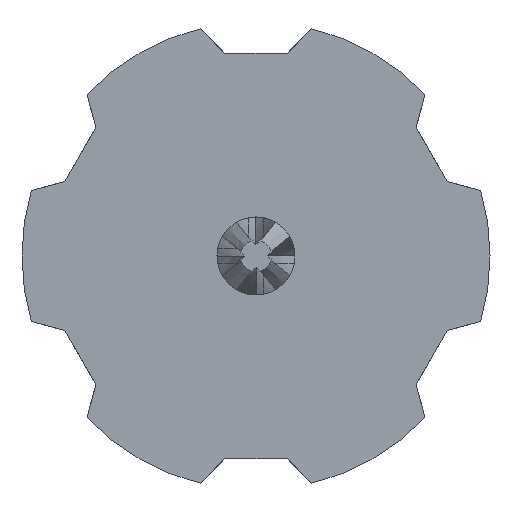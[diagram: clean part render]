
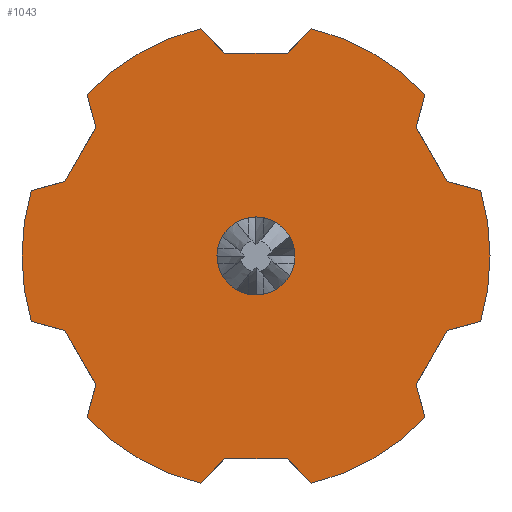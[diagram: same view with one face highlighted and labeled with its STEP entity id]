
A CAD part, front view. The second image highlights one B-rep face of the part: STEP entity #1043.
In plain terms, the highlighted planar face has unit normal (0, -1, 0).
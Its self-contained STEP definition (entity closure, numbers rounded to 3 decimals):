
#799=CARTESIAN_POINT('POINT43',(0.,-3.,0.1
   ));
#800=VERTEX_POINT('VERTEX43',#799);
#818=CARTESIAN_POINT('POINT44',(0.,-3.,
   -0.1));
#819=VERTEX_POINT('VERTEX44',#818);
#826=CARTESIAN_POINT('POS52',(0.,-3.,0.))
   ;
#827=DIRECTION('DIR93',(0.,1.,0.));
#828=DIRECTION('DIR94',(0.,0.,1.));
#829=AXIS2_PLACEMENT_3D('AXIS42',#826,#827,#828);
#830=CIRCLE('ELLIPSE21',#829,0.1);
#831=EDGE_CURVE('EDGE65',#819,#800,#830,.F.);
#842=EDGE_CURVE('EDGE66',#800,#819,#830,.F.);
#859=CARTESIAN_POINT('POINT45',(-0.49,-3.,
   0.191));
#860=VERTEX_POINT('VERTEX45',#859);
#861=CARTESIAN_POINT('POINT46',(-0.576,-3.,
   0.168));
#862=VERTEX_POINT('VERTEX46',#861);
#863=CARTESIAN_POINT('POS54',(-0.248,-3.,
   0.256));
#864=DIRECTION('DIR97',(-0.966,0.,
   -0.259));
#865=VECTOR('VEC11',#864,0.04);
#866=LINE('STRAIGHT11',#863,#865);
#867=EDGE_CURVE('EDGE67',#860,#862,#866,.T.);
#868=ORIENTED_EDGE('COEDGE131',*,*,#867,.T.);
#869=CARTESIAN_POINT('POINT47',(-0.576,-3.,
   -0.168));
#870=VERTEX_POINT('VERTEX47',#869);
#871=CARTESIAN_POINT('POS55',(0.,-3.,0.)
   );
#872=DIRECTION('DIR98',(0.,1.,0.));
#873=DIRECTION('DIR99',(0.,0.,1.));
#874=AXIS2_PLACEMENT_3D('AXIS44',#871,#872,#873);
#875=CIRCLE('ELLIPSE22',#874,0.6);
#876=EDGE_CURVE('EDGE68',#870,#862,#875,.T.);
#877=ORIENTED_EDGE('COEDGE132',*,*,#876,.F.);
#878=CARTESIAN_POINT('POINT48',(-0.49,-3.,
   -0.191));
#879=VERTEX_POINT('VERTEX48',#878);
#880=CARTESIAN_POINT('POS56',(-0.432,-3.,
   -0.206));
#881=DIRECTION('DIR100',(0.966,0.,
   -0.259));
#882=VECTOR('VEC12',#881,0.04);
#883=LINE('STRAIGHT12',#880,#882);
#884=EDGE_CURVE('EDGE69',#870,#879,#883,.T.);
#885=ORIENTED_EDGE('COEDGE133',*,*,#884,.T.);
#886=CARTESIAN_POINT('POINT49',(-0.41,-3.,
   -0.329));
#887=VERTEX_POINT('VERTEX49',#886);
#888=CARTESIAN_POINT('POS57',(-0.535,-3.,
   -0.113));
#889=DIRECTION('DIR101',(0.5,0.,-0.866));
#890=VECTOR('VEC13',#889,0.04);
#891=LINE('STRAIGHT13',#888,#890);
#892=EDGE_CURVE('EDGE70',#879,#887,#891,.T.);
#893=ORIENTED_EDGE('COEDGE134',*,*,#892,.T.);
#894=CARTESIAN_POINT('POINT50',(-0.433,-3.,
   -0.415));
#895=VERTEX_POINT('VERTEX50',#894);
#896=CARTESIAN_POINT('POS58',(-0.318,-3.,
   0.016));
#897=DIRECTION('DIR102',(-0.259,0.,
   -0.966));
#898=VECTOR('VEC14',#897,0.04);
#899=LINE('STRAIGHT14',#896,#898);
#900=EDGE_CURVE('EDGE71',#887,#895,#899,.T.);
#901=ORIENTED_EDGE('COEDGE135',*,*,#900,.T.);
#902=CARTESIAN_POINT('POINT51',(-0.143,-3.,
   -0.583));
#903=VERTEX_POINT('VERTEX51',#902);
#904=EDGE_CURVE('EDGE72',#903,#895,#875,.T.);
#905=ORIENTED_EDGE('COEDGE136',*,*,#904,.F.);
#906=CARTESIAN_POINT('POINT52',(-0.08,-3.,
   -0.52));
#907=VERTEX_POINT('VERTEX52',#906);
#908=CARTESIAN_POINT('POS59',(0.065,-3.,
   -0.375));
#909=DIRECTION('DIR103',(0.707,0.,
   0.707));
#910=VECTOR('VEC15',#909,0.04);
#911=LINE('STRAIGHT15',#908,#910);
#912=EDGE_CURVE('EDGE73',#903,#907,#911,.T.);
#913=ORIENTED_EDGE('COEDGE137',*,*,#912,.T.);
#914=CARTESIAN_POINT('POINT53',(0.08,-3.,
   -0.52));
#915=VERTEX_POINT('VERTEX53',#914);
#916=CARTESIAN_POINT('POS60',(-0.04,-3.,-0.52
   ));
#917=DIRECTION('DIR104',(1.,0.,0.));
#918=VECTOR('VEC16',#917,0.04);
#919=LINE('STRAIGHT16',#916,#918);
#920=EDGE_CURVE('EDGE74',#907,#915,#919,.T.);
#921=ORIENTED_EDGE('COEDGE138',*,*,#920,.T.);
#922=CARTESIAN_POINT('POINT54',(0.143,-3.,
   -0.583));
#923=VERTEX_POINT('VERTEX54',#922);
#924=CARTESIAN_POINT('POS61',(-0.145,-3.,-0.295));
#925=DIRECTION('DIR105',(0.707,0.,
   -0.707));
#926=VECTOR('VEC17',#925,0.04);
#927=LINE('STRAIGHT17',#924,#926);
#928=EDGE_CURVE('EDGE75',#915,#923,#927,.T.);
#929=ORIENTED_EDGE('COEDGE139',*,*,#928,.T.);
#930=CARTESIAN_POINT('POINT55',(0.433,-3.,
   -0.415));
#931=VERTEX_POINT('VERTEX55',#930);
#932=EDGE_CURVE('EDGE76',#931,#923,#875,.T.);
#933=ORIENTED_EDGE('COEDGE140',*,*,#932,.F.);
#934=CARTESIAN_POINT('POINT56',(0.41,-3.,
   -0.329));
#935=VERTEX_POINT('VERTEX56',#934);
#936=CARTESIAN_POINT('POS62',(0.347,-3.,
   -0.094));
#937=DIRECTION('DIR106',(-0.259,0.,
   0.966));
#938=VECTOR('VEC18',#937,0.04);
#939=LINE('STRAIGHT18',#936,#938);
#940=EDGE_CURVE('EDGE77',#931,#935,#939,.T.);
#941=ORIENTED_EDGE('COEDGE141',*,*,#940,.T.);
#942=CARTESIAN_POINT('POINT57',(0.49,-3.,
   -0.191));
#943=VERTEX_POINT('VERTEX57',#942);
#944=CARTESIAN_POINT('POS63',(0.495,-3.,
   -0.182));
#945=DIRECTION('DIR107',(0.5,0.,0.866));
#946=VECTOR('VEC19',#945,0.04);
#947=LINE('STRAIGHT19',#944,#946);
#948=EDGE_CURVE('EDGE78',#935,#943,#947,.T.);
#949=ORIENTED_EDGE('COEDGE142',*,*,#948,.T.);
#950=CARTESIAN_POINT('POINT58',(0.576,-3.,
   -0.168));
#951=VERTEX_POINT('VERTEX58',#950);
#952=CARTESIAN_POINT('POS64',(0.323,-3.,
   -0.236));
#953=DIRECTION('DIR108',(0.966,0.,
   0.259));
#954=VECTOR('VEC20',#953,0.04);
#955=LINE('STRAIGHT20',#952,#954);
#956=EDGE_CURVE('EDGE79',#943,#951,#955,.T.);
#957=ORIENTED_EDGE('COEDGE143',*,*,#956,.T.);
#958=CARTESIAN_POINT('POINT59',(0.576,-3.,
   0.168));
#959=VERTEX_POINT('VERTEX59',#958);
#960=EDGE_CURVE('EDGE80',#959,#951,#875,.T.);
#961=ORIENTED_EDGE('COEDGE144',*,*,#960,.F.);
#962=CARTESIAN_POINT('POINT60',(0.49,-3.,
   0.191));
#963=VERTEX_POINT('VERTEX60',#962);
#964=CARTESIAN_POINT('POS65',(0.357,-3.,
   0.226));
#965=DIRECTION('DIR109',(-0.966,0.,
   0.259));
#966=VECTOR('VEC21',#965,0.04);
#967=LINE('STRAIGHT21',#964,#966);
#968=EDGE_CURVE('EDGE81',#959,#963,#967,.T.);
#969=ORIENTED_EDGE('COEDGE145',*,*,#968,.T.);
#970=CARTESIAN_POINT('POINT61',(0.41,-3.,
   0.329));
#971=VERTEX_POINT('VERTEX61',#970);
#972=CARTESIAN_POINT('POS66',(0.405,-3.,
   0.338));
#973=DIRECTION('DIR110',(-0.5,0.,0.866));
#974=VECTOR('VEC22',#973,0.04);
#975=LINE('STRAIGHT22',#972,#974);
#976=EDGE_CURVE('EDGE82',#963,#971,#975,.T.);
#977=ORIENTED_EDGE('COEDGE146',*,*,#976,.T.);
#978=CARTESIAN_POINT('POINT62',(0.433,-3.,
   0.415));
#979=VERTEX_POINT('VERTEX62',#978);
#980=CARTESIAN_POINT('POS67',(0.393,-3.,
   0.264));
#981=DIRECTION('DIR111',(0.259,0.,
   0.966));
#982=VECTOR('VEC23',#981,0.04);
#983=LINE('STRAIGHT23',#980,#982);
#984=EDGE_CURVE('EDGE83',#971,#979,#983,.T.);
#985=ORIENTED_EDGE('COEDGE147',*,*,#984,.T.);
#986=CARTESIAN_POINT('POINT63',(0.143,-3.,
   0.583));
#987=VERTEX_POINT('VERTEX63',#986);
#988=EDGE_CURVE('EDGE84',#987,#979,#875,.T.);
#989=ORIENTED_EDGE('COEDGE148',*,*,#988,.F.);
#990=CARTESIAN_POINT('POINT64',(0.08,-3.,0.52));
#991=VERTEX_POINT('VERTEX64',#990);
#992=CARTESIAN_POINT('POS68',(0.085,-3.,0.525));
#993=DIRECTION('DIR112',(-0.707,0.,
   -0.707));
#994=VECTOR('VEC24',#993,0.04);
#995=LINE('STRAIGHT24',#992,#994);
#996=EDGE_CURVE('EDGE85',#987,#991,#995,.T.);
#997=ORIENTED_EDGE('COEDGE149',*,*,#996,.T.);
#998=CARTESIAN_POINT('POINT65',(-0.08,-3.,0.52));
#999=VERTEX_POINT('VERTEX65',#998);
#1000=CARTESIAN_POINT('POS69',(0.04,-3.,0.52));
#1001=DIRECTION('DIR113',(-1.,0.,0.));
#1002=VECTOR('VEC25',#1001,0.04);
#1003=LINE('STRAIGHT25',#1000,#1002);
#1004=EDGE_CURVE('EDGE86',#991,#999,#1003,.T.);
#1005=ORIENTED_EDGE('COEDGE150',*,*,#1004,.T.);
#1006=CARTESIAN_POINT('POINT66',(-0.143,-3.,
   0.583));
#1007=VERTEX_POINT('VERTEX66',#1006);
#1008=CARTESIAN_POINT('POS70',(-0.005,-3.,
   0.445));
#1009=DIRECTION('DIR114',(-0.707,0.,
   0.707));
#1010=VECTOR('VEC26',#1009,0.04);
#1011=LINE('STRAIGHT26',#1008,#1010);
#1012=EDGE_CURVE('EDGE87',#999,#1007,#1011,.T.);
#1013=ORIENTED_EDGE('COEDGE151',*,*,#1012,.T.);
#1014=CARTESIAN_POINT('POINT67',(-0.433,-3.,
   0.415));
#1015=VERTEX_POINT('VERTEX67',#1014);
#1016=EDGE_CURVE('EDGE88',#1015,#1007,#875,.T.);
#1017=ORIENTED_EDGE('COEDGE152',*,*,#1016,.F.);
#1018=CARTESIAN_POINT('POINT68',(-0.41,-3.,
   0.329));
#1019=VERTEX_POINT('VERTEX68',#1018);
#1020=CARTESIAN_POINT('POS71',(-0.422,-3.,
   0.374));
#1021=DIRECTION('DIR115',(0.259,0.,
   -0.966));
#1022=VECTOR('VEC27',#1021,0.04);
#1023=LINE('STRAIGHT27',#1020,#1022);
#1024=EDGE_CURVE('EDGE89',#1015,#1019,#1023,.T.);
#1025=ORIENTED_EDGE('COEDGE153',*,*,#1024,.T.);
#1026=CARTESIAN_POINT('POS72',(-0.365,-3.,
   0.407));
#1027=DIRECTION('DIR116',(-0.5,0.,-0.866));
#1028=VECTOR('VEC28',#1027,0.04);
#1029=LINE('STRAIGHT28',#1026,#1028);
#1030=EDGE_CURVE('EDGE90',#1019,#860,#1029,.T.);
#1031=ORIENTED_EDGE('COEDGE154',*,*,#1030,.T.);
#1032=EDGE_LOOP('NONE',(#868,#877,#885,#893,#901,#905,#913,#921,#929,
   #933,#941,#949,#957,#961,#969,#977,#985,#989,#997,#1005,#1013,#1017,
   #1025,#1031));
#1033=FACE_BOUND('LOOP1',#1032,.T.);
#1034=ORIENTED_EDGE('COEDGE155',*,*,#842,.F.);
#1035=ORIENTED_EDGE('COEDGE156',*,*,#831,.F.);
#1036=EDGE_LOOP('NONE',(#1034,#1035));
#1037=FACE_BOUND('LOOP1',#1036,.T.);
#1038=CARTESIAN_POINT('POS73',(0.,-3.,0.3));
#1039=DIRECTION('DIR117',(0.,-1.,0.));
#1040=DIRECTION('DIR118',(1.,0.,0.));
#1041=AXIS2_PLACEMENT_3D('AXIS45',#1038,#1039,#1040);
#1042=PLANE('PLANE2',#1041);
#1043=ADVANCED_FACE('FACE24',(#1033,#1037),#1042,.T.);
